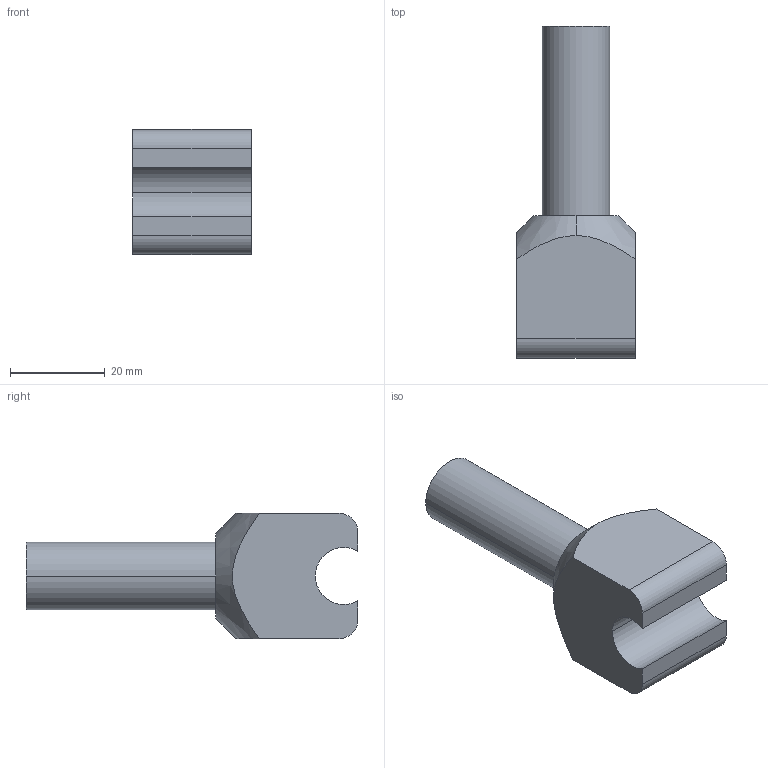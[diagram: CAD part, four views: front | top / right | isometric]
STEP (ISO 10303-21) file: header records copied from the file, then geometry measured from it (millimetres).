
FILE_DESCRIPTION(('STEP AP214'),'1');
FILE_NAME('cctmp_E140686B-4385-4131-915F-495D730B305E_2020_8_19_11_18_39_748..stp','2020-08-19T09:18:39',('Bosch Rexroth AG'),('CADClick - www.CADClick.com'),'Spatial InterOp 3D',' ','unknown authorization - (Healing Option Enabled)');
FILE_SCHEMA(('AUTOMOTIVE_DESIGN'));
Length unit declared in the file: millimetre
Products named in the file (1): 2020_08_19__11-18-39-748
Bounding box: 25 x 70 x 26.4 mm (x, y, z)
Volume: 22463.4 mm3; surface area: 5865.2 mm2
Topology: 1 solids, 1 shells, 16 faces, 39 edges, 26 vertices
Faces by surface type: plane 8, cylinder 6, cone 2
Entity records: 623 total; most frequent: CARTESIAN_POINT 94, DIRECTION 81, ORIENTED_EDGE 78, EDGE_CURVE 39, AXIS2_PLACEMENT_3D 31, VERTEX_POINT 26, LINE 19, VECTOR 19
